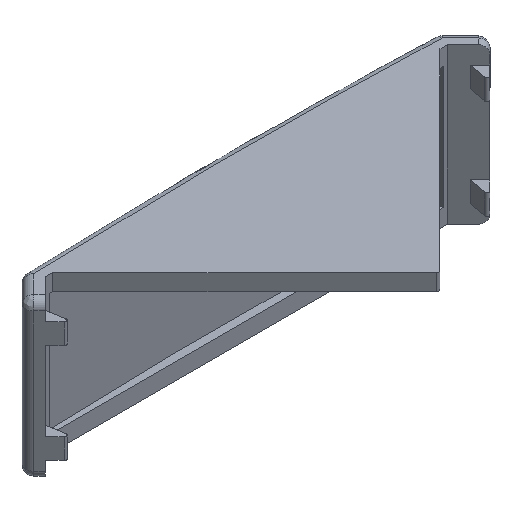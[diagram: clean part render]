
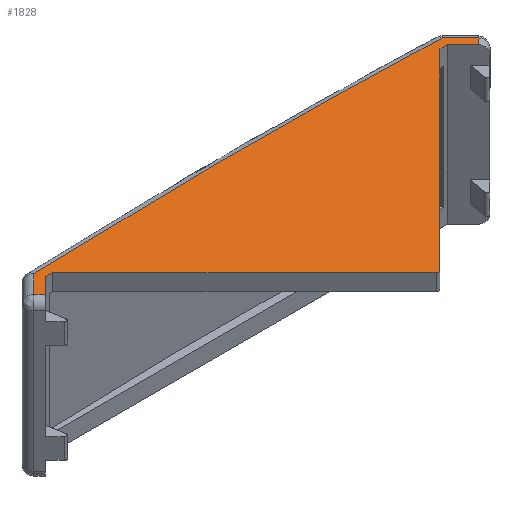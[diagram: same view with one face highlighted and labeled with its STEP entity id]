
A CAD part, isometric view. The second image highlights one B-rep face of the part: STEP entity #1828.
In plain terms, the highlighted planar face has unit normal (0, 0, 1).
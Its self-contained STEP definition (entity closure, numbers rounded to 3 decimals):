
#28 = VECTOR ( 'NONE', #1475, 1000. ) ;
#34 = VERTEX_POINT ( 'NONE', #1835 ) ;
#58 = VERTEX_POINT ( 'NONE', #1843 ) ;
#62 = DIRECTION ( 'NONE',  ( 1., 0., 0. ) ) ;
#63 = VECTOR ( 'NONE', #1490, 1000. ) ;
#66 = DIRECTION ( 'NONE',  ( 0., 0., -1. ) ) ;
#68 = CARTESIAN_POINT ( 'NONE',  ( 0., -45.901, 18.75 ) ) ;
#138 = ORIENTED_EDGE ( 'NONE', *, *, #700, .F. ) ;
#161 = ORIENTED_EDGE ( 'NONE', *, *, #800, .F. ) ;
#177 = ORIENTED_EDGE ( 'NONE', *, *, #767, .F. ) ;
#201 = DIRECTION ( 'NONE',  ( -1., 0., 0. ) ) ;
#202 = DIRECTION ( 'NONE',  ( 0., 0., -1. ) ) ;
#206 = PLANE ( 'NONE',  #609 ) ;
#215 = CARTESIAN_POINT ( 'NONE',  ( 0., -1253.355, 18.75 ) ) ;
#229 = VERTEX_POINT ( 'NONE', #1467 ) ;
#287 = LINE ( 'NONE', #1481, #28 ) ;
#314 = CARTESIAN_POINT ( 'NONE',  ( -48.5, 0., 18.75 ) ) ;
#317 = CARTESIAN_POINT ( 'NONE',  ( -46.75, 0., 18.75 ) ) ;
#321 = ORIENTED_EDGE ( 'NONE', *, *, #758, .F. ) ;
#344 = VECTOR ( 'NONE', #507, 1000. ) ;
#386 = CARTESIAN_POINT ( 'NONE',  ( 53.662, -2.333, 18.75 ) ) ;
#434 = LINE ( 'NONE', #1687, #1443 ) ;
#485 = CARTESIAN_POINT ( 'NONE',  ( -49.296, 2.033, 18.75 ) ) ;
#492 = CARTESIAN_POINT ( 'NONE',  ( 0.424, -46.326, 18.75 ) ) ;
#499 = DIRECTION ( 'NONE',  ( -1., 0., 0. ) ) ;
#507 = DIRECTION ( 'NONE',  ( -1., 0., 0. ) ) ;
#517 = CARTESIAN_POINT ( 'NONE',  ( 0., 0., 18.75 ) ) ;
#521 = CARTESIAN_POINT ( 'NONE',  ( 52.248, -3.748, 18.75 ) ) ;
#543 = CARTESIAN_POINT ( 'NONE',  ( 0., 0., 18.75 ) ) ;
#552 = CARTESIAN_POINT ( 'NONE',  ( 46.75, 0., 18.75 ) ) ;
#568 = FACE_OUTER_BOUND ( 'NONE', #1453, .T. ) ;
#569 =( BOUNDED_CURVE ( )  B_SPLINE_CURVE ( 3, ( #934, #963, #958, #920 ),
 .UNSPECIFIED., .F., .T. ) 
 B_SPLINE_CURVE_WITH_KNOTS ( ( 4, 4 ),
 ( 0., 1. ),
 .UNSPECIFIED. ) 
 CURVE ( )  GEOMETRIC_REPRESENTATION_ITEM ( )  RATIONAL_B_SPLINE_CURVE ( ( 1., 0.999, 0.999, 1. ) ) 
 REPRESENTATION_ITEM ( '' )  );
#606 = AXIS2_PLACEMENT_3D ( 'NONE', #68, #66, #62 ) ;
#609 = AXIS2_PLACEMENT_3D ( 'NONE', #215, #202, #201 ) ;
#693 = EDGE_CURVE ( 'NONE', #1688, #1574, #1831, .T. ) ;
#700 = EDGE_CURVE ( 'NONE', #1574, #1416, #973, .T. ) ;
#709 = EDGE_CURVE ( 'NONE', #34, #1608, #287, .T. ) ;
#712 = DIRECTION ( 'NONE',  ( -0.707, -0.707, 0. ) ) ;
#716 = EDGE_CURVE ( 'NONE', #1702, #2009, #1281, .T. ) ;
#724 = EDGE_CURVE ( 'NONE', #2009, #34, #1850, .T. ) ;
#758 = EDGE_CURVE ( 'NONE', #1608, #1239, #569, .T. ) ;
#759 = LINE ( 'NONE', #2095, #1595 ) ;
#766 = EDGE_CURVE ( 'NONE', #58, #1618, #1102, .T. ) ;
#767 = EDGE_CURVE ( 'NONE', #1698, #1702, #1379, .T. ) ;
#770 = EDGE_CURVE ( 'NONE', #1416, #58, #1349, .T. ) ;
#800 = EDGE_CURVE ( 'NONE', #229, #1698, #759, .T. ) ;
#805 = ORIENTED_EDGE ( 'NONE', *, *, #724, .F. ) ;
#831 = EDGE_CURVE ( 'NONE', #1239, #1688, #434, .T. ) ;
#836 = CARTESIAN_POINT ( 'NONE',  ( 48.5, 0., 18.75 ) ) ;
#909 = CARTESIAN_POINT ( 'NONE',  ( 49.296, 2.033, 18.75 ) ) ;
#920 = CARTESIAN_POINT ( 'NONE',  ( 49.296, 2.033, 18.75 ) ) ;
#931 = VECTOR ( 'NONE', #1405, 1000. ) ;
#934 = CARTESIAN_POINT ( 'NONE',  ( -49.296, 2.033, 18.75 ) ) ;
#958 = CARTESIAN_POINT ( 'NONE',  ( 16.44, 3.323, 18.75 ) ) ;
#963 = CARTESIAN_POINT ( 'NONE',  ( -16.44, 3.323, 18.75 ) ) ;
#973 = LINE ( 'NONE', #1530, #1548 ) ;
#1102 = LINE ( 'NONE', #552, #2007 ) ;
#1239 = VERTEX_POINT ( 'NONE', #909 ) ;
#1281 = LINE ( 'NONE', #1478, #63 ) ;
#1343 = VECTOR ( 'NONE', #1557, 1000. ) ;
#1349 = LINE ( 'NONE', #543, #1377 ) ;
#1377 = VECTOR ( 'NONE', #499, 1000. ) ;
#1379 = LINE ( 'NONE', #517, #344 ) ;
#1405 = DIRECTION ( 'NONE',  ( -0.707, 0.707, 0. ) ) ;
#1407 = CARTESIAN_POINT ( 'NONE',  ( -52.248, -3.748, 18.75 ) ) ;
#1416 = VERTEX_POINT ( 'NONE', #836 ) ;
#1443 = VECTOR ( 'NONE', #1663, 1000. ) ;
#1453 = EDGE_LOOP ( 'NONE', ( #1555, #1754, #1885, #138, #1911, #1716, #321, #1684, #805, #1970, #177, #161 ) ) ;
#1467 = CARTESIAN_POINT ( 'NONE',  ( -0.424, -46.326, 18.75 ) ) ;
#1475 = DIRECTION ( 'NONE',  ( 0.707, 0.707, 0. ) ) ;
#1478 = CARTESIAN_POINT ( 'NONE',  ( -48.5, 0., 18.75 ) ) ;
#1481 = CARTESIAN_POINT ( 'NONE',  ( -53.662, -2.333, 18.75 ) ) ;
#1490 = DIRECTION ( 'NONE',  ( -0.707, -0.707, 0. ) ) ;
#1530 = CARTESIAN_POINT ( 'NONE',  ( 52.248, -3.748, 18.75 ) ) ;
#1542 = DIRECTION ( 'NONE',  ( -0.707, 0.707, 0. ) ) ;
#1548 = VECTOR ( 'NONE', #1542, 1000. ) ;
#1555 = ORIENTED_EDGE ( 'NONE', *, *, #1939, .F. ) ;
#1556 = CARTESIAN_POINT ( 'NONE',  ( 53.662, -2.333, 18.75 ) ) ;
#1557 = DIRECTION ( 'NONE',  ( -0.707, -0.707, 0. ) ) ;
#1574 = VERTEX_POINT ( 'NONE', #521 ) ;
#1595 = VECTOR ( 'NONE', #2086, 1000. ) ;
#1608 = VERTEX_POINT ( 'NONE', #485 ) ;
#1618 = VERTEX_POINT ( 'NONE', #492 ) ;
#1663 = DIRECTION ( 'NONE',  ( 0.707, -0.707, 0. ) ) ;
#1684 = ORIENTED_EDGE ( 'NONE', *, *, #709, .F. ) ;
#1687 = CARTESIAN_POINT ( 'NONE',  ( 49.296, 2.033, 18.75 ) ) ;
#1688 = VERTEX_POINT ( 'NONE', #386 ) ;
#1698 = VERTEX_POINT ( 'NONE', #317 ) ;
#1702 = VERTEX_POINT ( 'NONE', #314 ) ;
#1716 = ORIENTED_EDGE ( 'NONE', *, *, #831, .F. ) ;
#1753 = CIRCLE ( 'NONE', #606, 0.6 ) ;
#1754 = ORIENTED_EDGE ( 'NONE', *, *, #766, .F. ) ;
#1828 = ADVANCED_FACE ( 'NONE', ( #568 ), #206, .F. ) ;
#1831 = LINE ( 'NONE', #1556, #1343 ) ;
#1835 = CARTESIAN_POINT ( 'NONE',  ( -53.662, -2.333, 18.75 ) ) ;
#1843 = CARTESIAN_POINT ( 'NONE',  ( 46.75, 0., 18.75 ) ) ;
#1850 = LINE ( 'NONE', #1407, #931 ) ;
#1861 = CARTESIAN_POINT ( 'NONE',  ( -52.248, -3.748, 18.75 ) ) ;
#1885 = ORIENTED_EDGE ( 'NONE', *, *, #770, .F. ) ;
#1911 = ORIENTED_EDGE ( 'NONE', *, *, #693, .F. ) ;
#1939 = EDGE_CURVE ( 'NONE', #1618, #229, #1753, .T. ) ;
#1970 = ORIENTED_EDGE ( 'NONE', *, *, #716, .F. ) ;
#2007 = VECTOR ( 'NONE', #712, 1000. ) ;
#2009 = VERTEX_POINT ( 'NONE', #1861 ) ;
#2086 = DIRECTION ( 'NONE',  ( -0.707, 0.707, 0. ) ) ;
#2095 = CARTESIAN_POINT ( 'NONE',  ( -0.424, -46.326, 18.75 ) ) ;
